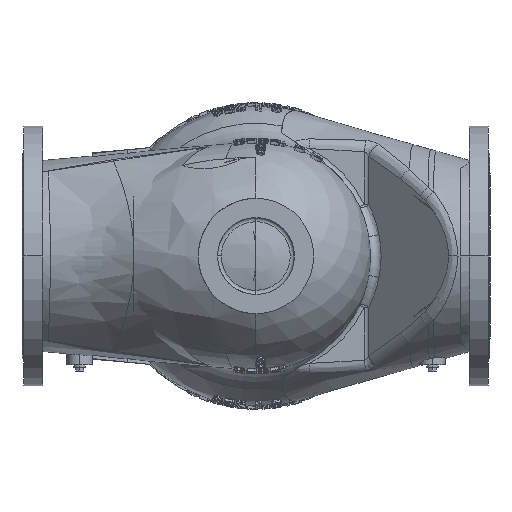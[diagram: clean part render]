
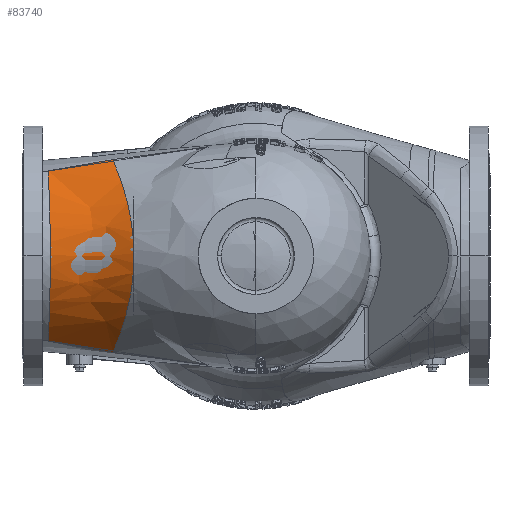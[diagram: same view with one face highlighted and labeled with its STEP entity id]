
A CAD part, front view. The second image highlights one B-rep face of the part: STEP entity #83740.
In plain terms, the highlighted free-form (B-spline) face has degree [3, 3] with [5, 4] control points.
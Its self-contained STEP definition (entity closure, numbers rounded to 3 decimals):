
#83623=CARTESIAN_POINT('',(-324.138,-74.627,
132.895));
#83625=CARTESIAN_POINT('',(-324.138,-74.627,
132.895));
#83626=CARTESIAN_POINT('',(-321.952,-124.209,
88.596));
#83627=CARTESIAN_POINT('',(-319.767,-173.791,
0.));
#83628=CARTESIAN_POINT('',(-321.952,-124.209,
-88.596));
#83629=CARTESIAN_POINT('',(-324.138,-74.627,
-132.895));
#83631=CARTESIAN_POINT('',(-324.138,-74.627,
-132.895));
#83636=CARTESIAN_POINT('',(-324.138,-74.627,
132.895));
#83637=CARTESIAN_POINT('',(-290.627,-75.186,
139.285));
#83638=CARTESIAN_POINT('',(-256.99,-75.688,
145.011));
#83639=CARTESIAN_POINT('',(-223.277,-76.145,
150.242));
#83641=CARTESIAN_POINT('',(-223.277,-76.145,
150.242));
#83642=CARTESIAN_POINT('',(-201.343,-149.929,
100.161));
#83643=CARTESIAN_POINT('',(-179.41,-223.711,
0.));
#83644=CARTESIAN_POINT('',(-201.343,-149.929,
-100.161));
#83645=CARTESIAN_POINT('',(-223.277,-76.145,
-150.242));
#83647=CARTESIAN_POINT('',(-223.277,-76.145,
-150.242));
#83648=CARTESIAN_POINT('',(-256.99,-75.688,
-145.011));
#83649=CARTESIAN_POINT('',(-290.627,-75.186,
-139.285));
#83650=CARTESIAN_POINT('',(-324.138,-74.627,
-132.895));
#83672=VERTEX_POINT('',#83623);
#83673=VERTEX_POINT('',#83631);
#83674=VERTEX_POINT('',#83639);
#83675=VERTEX_POINT('',#83647);
#83710=CARTESIAN_POINT('',(-325.226,-72.489,
134.581));
#83711=CARTESIAN_POINT('',(-291.409,-73.085,
141.205));
#83712=CARTESIAN_POINT('',(-257.456,-73.224,
147.127));
#83713=CARTESIAN_POINT('',(-223.212,-72.983,
152.527));
#83714=CARTESIAN_POINT('',(-323.233,-123.499,
89.721));
#83715=CARTESIAN_POINT('',(-280.755,-123.517,
94.137));
#83716=CARTESIAN_POINT('',(-238.237,-132.606,
98.084));
#83717=CARTESIAN_POINT('',(-200.551,-149.365,
101.685));
#83718=CARTESIAN_POINT('',(-321.24,-174.512,
-0.006));
#83719=CARTESIAN_POINT('',(-270.101,-173.953,
-0.007));
#83720=CARTESIAN_POINT('',(-219.018,-191.993,
-0.007));
#83721=CARTESIAN_POINT('',(-177.888,-225.753,
-0.007));
#83722=CARTESIAN_POINT('',(-323.233,-123.492,
-89.733));
#83723=CARTESIAN_POINT('',(-280.757,-123.51,
-94.15));
#83724=CARTESIAN_POINT('',(-238.24,-132.598,
-98.098));
#83725=CARTESIAN_POINT('',(-200.554,-149.355,
-101.699));
#83726=CARTESIAN_POINT('',(-325.227,-72.468,
-134.6));
#83727=CARTESIAN_POINT('',(-291.413,-73.064,
-141.225));
#83728=CARTESIAN_POINT('',(-257.464,-73.199,
-147.147));
#83729=CARTESIAN_POINT('',(-223.221,-72.95,
-152.548));
#83730=B_SPLINE_SURFACE_WITH_KNOTS('',3,3,((#83710,#83711,#83712,#83713),
(#83714,#83715,#83716,#83717),(#83718,#83719,#83720,#83721),(#83722,#83723,
#83724,#83725),(#83726,#83727,#83728,#83729)),.UNSPECIFIED.,.F.,.F.,.F.,(4,1,4),
(4,4),(-0.007,0.5,1.007),
(0.031,0.431),.UNSPECIFIED.);
#83731=ORIENTED_EDGE('',*,*,#83703,.F.);
#83733=ORIENTED_EDGE('',*,*,#83732,.T.);
#83735=ORIENTED_EDGE('',*,*,#83734,.T.);
#83737=ORIENTED_EDGE('',*,*,#83736,.T.);
#83738=EDGE_LOOP('',(#83731,#83733,#83735,#83737));
#83739=FACE_OUTER_BOUND('',#83738,.F.);
#83740=ADVANCED_FACE('',(#83739),#83730,.T.);
#83630=B_SPLINE_CURVE_WITH_KNOTS('',3,(#83625,#83626,#83627,#83628,#83629),
.UNSPECIFIED.,.F.,.F.,(4,1,4),(0.,0.5,1.),.UNSPECIFIED.);
#83640=B_SPLINE_CURVE_WITH_KNOTS('',3,(#83636,#83637,#83638,#83639),
.UNSPECIFIED.,.F.,.F.,(4,4),(0.,1.),.UNSPECIFIED.);
#83646=B_SPLINE_CURVE_WITH_KNOTS('',3,(#83641,#83642,#83643,#83644,#83645),
.UNSPECIFIED.,.F.,.F.,(4,1,4),(0.,0.5,1.),.UNSPECIFIED.);
#83651=B_SPLINE_CURVE_WITH_KNOTS('',3,(#83647,#83648,#83649,#83650),
.UNSPECIFIED.,.F.,.F.,(4,4),(0.,1.),.UNSPECIFIED.);
#83703=EDGE_CURVE('',#83672,#83673,#83630,.T.);
#83732=EDGE_CURVE('',#83672,#83674,#83640,.T.);
#83734=EDGE_CURVE('',#83674,#83675,#83646,.T.);
#83736=EDGE_CURVE('',#83675,#83673,#83651,.T.);
